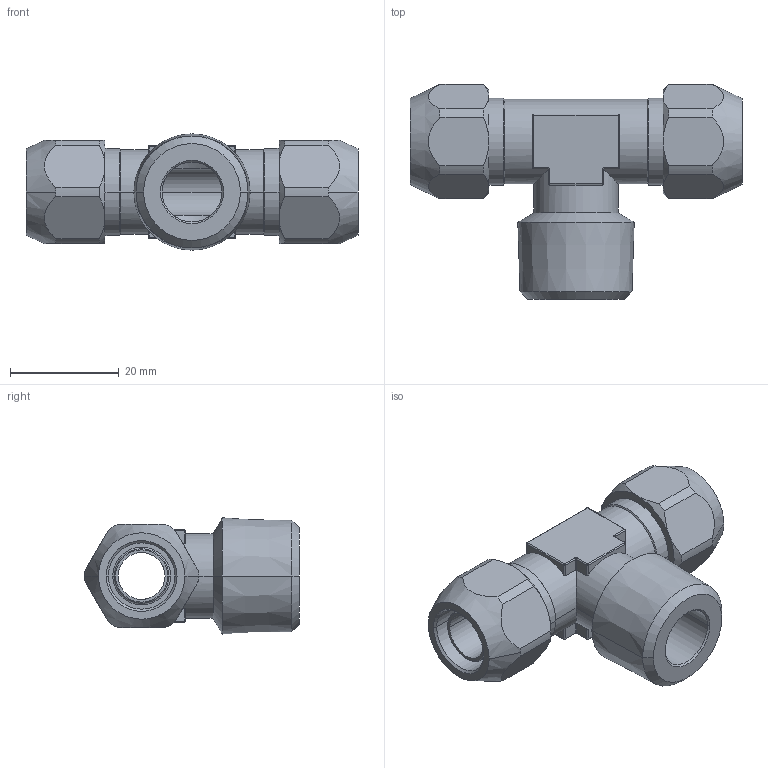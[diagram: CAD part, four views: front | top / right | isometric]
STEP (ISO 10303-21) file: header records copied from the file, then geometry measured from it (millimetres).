
FILE_DESCRIPTION(( 'CX.16.12.12.stp' ), '1');
FILE_NAME( 'CX.16.12.12.stp', '2018-09-04T16:08:33',( 'Sopra'),('sopra-pneumatic.com'), 'SwSTEP 2.0','SolidWorks 2009','' );
FILE_SCHEMA(('CONFIG_CONTROL_DESIGN'));
Length unit declared in the file: millimetre
Products named in the file (1): 361444B_141X4-12-10-1-2K
Bounding box: 61 x 39.5 x 21.37 mm (x, y, z)
Volume: 14686 mm3; surface area: 9130.5 mm2
Topology: 1 solids, 1 shells, 161 faces, 374 edges, 220 vertices
Faces by surface type: cylinder 64, plane 39, cone 34, sphere 12, torus 12
Entity records: 4831 total; most frequent: CARTESIAN_POINT 1140, DIRECTION 798, ORIENTED_EDGE 748, EDGE_CURVE 374, AXIS2_PLACEMENT_3D 329, VERTEX_POINT 220, EDGE_LOOP 170, CIRCLE 168
